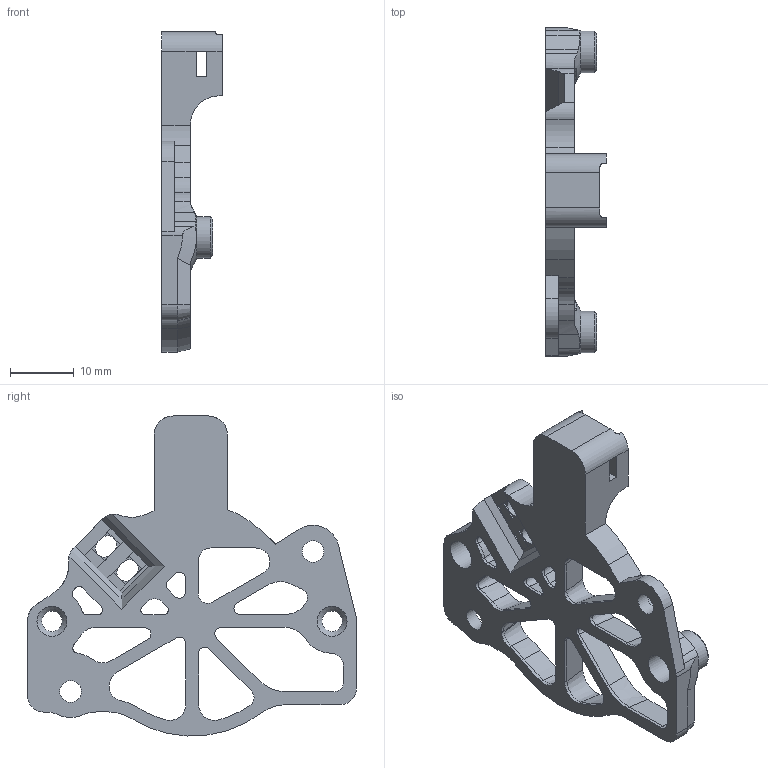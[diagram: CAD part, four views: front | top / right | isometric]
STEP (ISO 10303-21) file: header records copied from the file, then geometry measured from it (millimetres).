
FILE_DESCRIPTION(/* description */ (''),/* implementation_level */ '2;1');
FILE_NAME(/* name */ 'EBB36 Mount.step',/* time_stamp */ '2025-11-05T13:46:22+09:00',/* author */ (''),/* organization */ (''),/* preprocessor_version */ 'ST-DEVELOPER v20.1',/* originating_system */ 'Autodesk Translation Framework v14.17.0.0',/* authorisation */ '');
FILE_SCHEMA (('AUTOMOTIVE_DESIGN { 1 0 10303 214 3 1 1 }'));
Length unit declared in the file: millimetre
Products named in the file (1): 2025-11-05-13-46-21-557
Bounding box: 9.5 x 51.44 x 50.09 mm (x, y, z)
Volume: 4589.9 mm3; surface area: 4711 mm2
Topology: 1 solids, 1 shells, 282 faces, 761 edges, 473 vertices
Faces by surface type: plane 125, cylinder 90, cone 58, bspline 9
Full cylindrical faces by diameter (mm): 3.2 x2, 3.4 x2, 4.7 x2, 6.5 x2
Entity records: 9223 total; most frequent: CARTESIAN_POINT 1976, ORIENTED_EDGE 1522, DIRECTION 1516, EDGE_CURVE 761, AXIS2_PLACEMENT_3D 525, VERTEX_POINT 473, LINE 466, VECTOR 466
